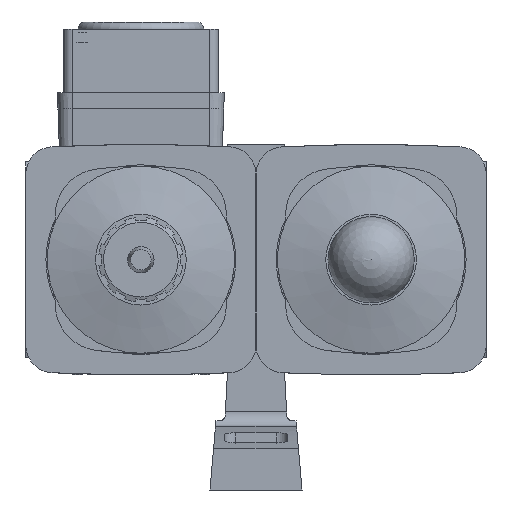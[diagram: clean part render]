
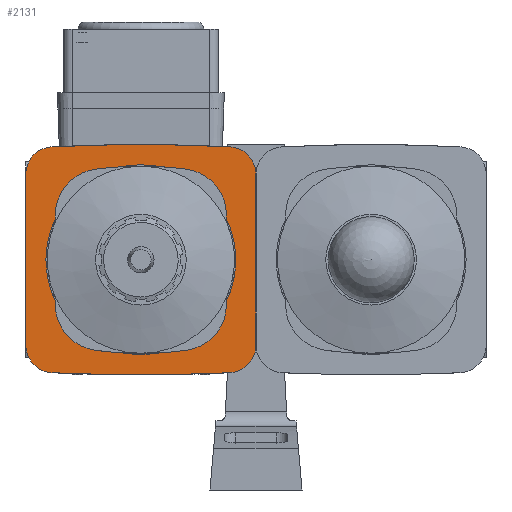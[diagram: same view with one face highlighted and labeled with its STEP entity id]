
A CAD part, front view. The second image highlights one B-rep face of the part: STEP entity #2131.
In plain terms, the highlighted planar face has unit normal (0, -1, 0).
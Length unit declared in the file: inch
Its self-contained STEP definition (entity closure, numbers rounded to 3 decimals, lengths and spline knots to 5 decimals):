
#2131 = ADVANCED_FACE( '', ( #4852, #4853 ), #4854, .F. );
#4852 = FACE_BOUND( '', #8295, .T. );
#4853 = FACE_OUTER_BOUND( '', #8296, .T. );
#4854 = PLANE( '', #8297 );
#8295 = EDGE_LOOP( '', ( #14289 ) );
#8296 = EDGE_LOOP( '', ( #14290, #14291, #14292, #14293, #14294, #14295, #14296, #14297 ) );
#8297 = AXIS2_PLACEMENT_3D( '', #14298, #14299, #14300 );
#14289 = ORIENTED_EDGE( '', *, *, #21825, .F. );
#14290 = ORIENTED_EDGE( '', *, *, #20677, .F. );
#14291 = ORIENTED_EDGE( '', *, *, #21826, .F. );
#14292 = ORIENTED_EDGE( '', *, *, #21827, .F. );
#14293 = ORIENTED_EDGE( '', *, *, #21828, .F. );
#14294 = ORIENTED_EDGE( '', *, *, #21785, .F. );
#14295 = ORIENTED_EDGE( '', *, *, #20659, .F. );
#14296 = ORIENTED_EDGE( '', *, *, #21829, .F. );
#14297 = ORIENTED_EDGE( '', *, *, #21634, .F. );
#14298 = CARTESIAN_POINT( '', ( -0.59843, 0., 0.5842 ) );
#14299 = DIRECTION( '', ( 0., 1., 0. ) );
#14300 = DIRECTION( '', ( 0., 0., 1. ) );
#20659 = EDGE_CURVE( '', #25019, #25021, #25022, .T. );
#20677 = EDGE_CURVE( '', #25053, #25055, #25056, .T. );
#21634 = EDGE_CURVE( '', #25055, #26575, #26576, .T. );
#21785 = EDGE_CURVE( '', #25021, #26804, #26805, .T. );
#21825 = EDGE_CURVE( '', #26864, #26864, #26865, .T. );
#21826 = EDGE_CURVE( '', #26866, #25053, #26867, .T. );
#21827 = EDGE_CURVE( '', #26868, #26866, #26869, .T. );
#21828 = EDGE_CURVE( '', #26804, #26868, #26870, .T. );
#21829 = EDGE_CURVE( '', #26575, #25019, #26871, .T. );
#25019 = VERTEX_POINT( '', #31129 );
#25021 = VERTEX_POINT( '', #31132 );
#25022 = CIRCLE( '', #31133, 0.18898 );
#25053 = VERTEX_POINT( '', #31176 );
#25055 = VERTEX_POINT( '', #31179 );
#25056 = LINE( '', #31180, #31181 );
#26575 = VERTEX_POINT( '', #33444 );
#26576 = CIRCLE( '', #33445, 0.18898 );
#26804 = VERTEX_POINT( '', #33787 );
#26805 = LINE( '', #33788, #33789 );
#26864 = VERTEX_POINT( '', #33874 );
#26865 = CIRCLE( '', #33875, 0.64996 );
#26866 = VERTEX_POINT( '', #33876 );
#26867 = CIRCLE( '', #33877, 0.18898 );
#26868 = VERTEX_POINT( '', #33878 );
#26869 = CIRCLE( '', #33879, 12.7874 );
#26870 = CIRCLE( '', #33880, 0.18898 );
#26871 = CIRCLE( '', #33881, 12.7874 );
#31129 = CARTESIAN_POINT( '', ( 0.6074, 0., 0.77297 ) );
#31132 = CARTESIAN_POINT( '', ( 0.7874, 0., 0.5842 ) );
#31133 = AXIS2_PLACEMENT_3D( '', #37664, #37665, #37666 );
#31176 = CARTESIAN_POINT( '', ( -0.7874, 0., -0.5842 ) );
#31179 = CARTESIAN_POINT( '', ( -0.7874, 0., 0.5842 ) );
#31180 = CARTESIAN_POINT( '', ( -0.7874, 0., -0.5842 ) );
#31181 = VECTOR( '', #37686, 39.37008 );
#33444 = CARTESIAN_POINT( '', ( -0.6074, 0., 0.77297 ) );
#33445 = AXIS2_PLACEMENT_3D( '', #38862, #38863, #38864 );
#33787 = CARTESIAN_POINT( '', ( 0.7874, 0., -0.5842 ) );
#33788 = CARTESIAN_POINT( '', ( 0.7874, 0., 0.5842 ) );
#33789 = VECTOR( '', #39050, 39.37008 );
#33874 = CARTESIAN_POINT( '', ( 0., 0., -0.64996 ) );
#33875 = AXIS2_PLACEMENT_3D( '', #39092, #39093, #39094 );
#33876 = CARTESIAN_POINT( '', ( -0.6074, 0., -0.77297 ) );
#33877 = AXIS2_PLACEMENT_3D( '', #39095, #39096, #39097 );
#33878 = CARTESIAN_POINT( '', ( 0.6074, 0., -0.77297 ) );
#33879 = AXIS2_PLACEMENT_3D( '', #39098, #39099, #39100 );
#33880 = AXIS2_PLACEMENT_3D( '', #39101, #39102, #39103 );
#33881 = AXIS2_PLACEMENT_3D( '', #39104, #39105, #39106 );
#37664 = CARTESIAN_POINT( '', ( 0.59843, 0., 0.5842 ) );
#37665 = DIRECTION( '', ( 0., 1., 0. ) );
#37666 = DIRECTION( '', ( 1., 0., 0. ) );
#37686 = DIRECTION( '', ( 0., 0., 1. ) );
#38862 = CARTESIAN_POINT( '', ( -0.59843, 0., 0.5842 ) );
#38863 = DIRECTION( '', ( 0., 1., 0. ) );
#38864 = DIRECTION( '', ( 1., 0., 0. ) );
#39050 = DIRECTION( '', ( 0., 0., -1. ) );
#39092 = CARTESIAN_POINT( '', ( 0., 0., 0. ) );
#39093 = DIRECTION( '', ( 0., -1., 0. ) );
#39094 = DIRECTION( '', ( 0., 0., -1. ) );
#39095 = CARTESIAN_POINT( '', ( -0.59843, 0., -0.5842 ) );
#39096 = DIRECTION( '', ( 0., 1., 0. ) );
#39097 = DIRECTION( '', ( 1., 0., 0. ) );
#39098 = CARTESIAN_POINT( '', ( 0., 0., 12. ) );
#39099 = DIRECTION( '', ( 0., 1., 0. ) );
#39100 = DIRECTION( '', ( 1., 0., 0. ) );
#39101 = CARTESIAN_POINT( '', ( 0.59843, 0., -0.5842 ) );
#39102 = DIRECTION( '', ( 0., 1., 0. ) );
#39103 = DIRECTION( '', ( 1., 0., 0. ) );
#39104 = CARTESIAN_POINT( '', ( 0., 0., -12. ) );
#39105 = DIRECTION( '', ( 0., 1., 0. ) );
#39106 = DIRECTION( '', ( 1., 0., 0. ) );
